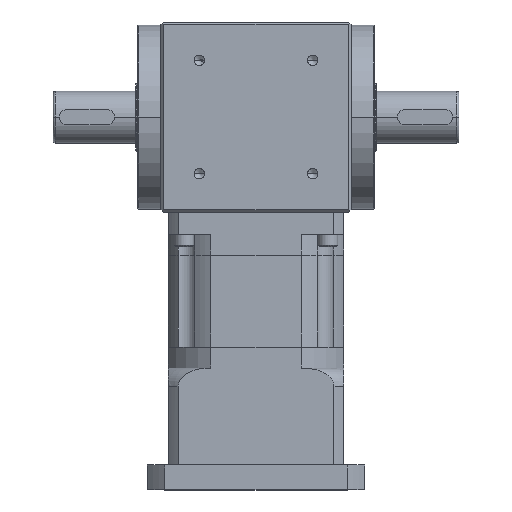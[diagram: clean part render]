
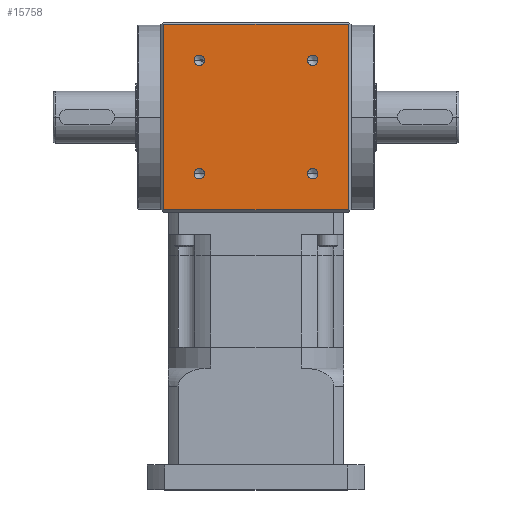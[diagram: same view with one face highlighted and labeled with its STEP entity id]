
A CAD part, top view. The second image highlights one B-rep face of the part: STEP entity #15758.
In plain terms, the highlighted planar face has unit normal (0, 0, 1).
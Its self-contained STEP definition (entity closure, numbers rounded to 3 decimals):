
#113 = DIRECTION ( 'NONE',  ( 0., 0., 1. ) ) ;
#135 = CARTESIAN_POINT ( 'NONE',  ( 45.962, 332.212, 77. ) ) ;
#269 = CARTESIAN_POINT ( 'NONE',  ( -95., 357., 77. ) ) ;
#321 = CIRCLE ( 'NONE', #6400, 4.25 ) ;
#363 = VERTEX_POINT ( 'NONE', #18613 ) ;
#442 = CARTESIAN_POINT ( 'NONE',  ( -74.872, 357., 77. ) ) ;
#1503 = CARTESIAN_POINT ( 'NONE',  ( -45.962, 240.288, 77. ) ) ;
#1864 = CIRCLE ( 'NONE', #20227, 4.25 ) ;
#1952 = DIRECTION ( 'NONE',  ( 0., 0., 1. ) ) ;
#2799 = FACE_BOUND ( 'NONE', #21169, .T. ) ;
#2867 = EDGE_CURVE ( 'NONE', #18813, #14248, #13232, .T. ) ;
#2942 = CARTESIAN_POINT ( 'NONE',  ( -45.962, 332.212, 77. ) ) ;
#3091 = ORIENTED_EDGE ( 'NONE', *, *, #21027, .F. ) ;
#3228 = EDGE_CURVE ( 'NONE', #20170, #27770, #321, .T. ) ;
#3305 = AXIS2_PLACEMENT_3D ( 'NONE', #22680, #9457, #24811 ) ;
#4176 = EDGE_CURVE ( 'NONE', #5377, #14897, #17351, .T. ) ;
#4446 = CARTESIAN_POINT ( 'NONE',  ( 45.962, 240.288, 77. ) ) ;
#4685 = EDGE_CURVE ( 'NONE', #5663, #18993, #17321, .T. ) ;
#4703 = ORIENTED_EDGE ( 'NONE', *, *, #2867, .F. ) ;
#4782 = CARTESIAN_POINT ( 'NONE',  ( 45.962, 327.962, 77. ) ) ;
#4807 = CARTESIAN_POINT ( 'NONE',  ( 45.962, 323.712, 77. ) ) ;
#4885 = EDGE_LOOP ( 'NONE', ( #22378, #19835 ) ) ;
#5038 = CARTESIAN_POINT ( 'NONE',  ( 45.962, 231.788, 77. ) ) ;
#5377 = VERTEX_POINT ( 'NONE', #135 ) ;
#5663 = VERTEX_POINT ( 'NONE', #6001 ) ;
#5792 = ORIENTED_EDGE ( 'NONE', *, *, #9579, .F. ) ;
#5941 = VECTOR ( 'NONE', #16603, 1000. ) ;
#6001 = CARTESIAN_POINT ( 'NONE',  ( -45.962, 323.712, 77. ) ) ;
#6400 = AXIS2_PLACEMENT_3D ( 'NONE', #24480, #11296, #26600 ) ;
#6471 = LINE ( 'NONE', #269, #23382 ) ;
#7028 = DIRECTION ( 'NONE',  ( 0., -1., 0. ) ) ;
#7441 = CARTESIAN_POINT ( 'NONE',  ( 74.872, 0., 77. ) ) ;
#7621 = ORIENTED_EDGE ( 'NONE', *, *, #3228, .F. ) ;
#7660 = VECTOR ( 'NONE', #17074, 1000. ) ;
#8036 = FACE_OUTER_BOUND ( 'NONE', #22242, .T. ) ;
#8289 = EDGE_CURVE ( 'NONE', #25637, #363, #19663, .T. ) ;
#8751 = EDGE_LOOP ( 'NONE', ( #3091, #14143 ) ) ;
#9339 = AXIS2_PLACEMENT_3D ( 'NONE', #13406, #113, #15662 ) ;
#9457 = DIRECTION ( 'NONE',  ( 0., 0., 1. ) ) ;
#9510 = CARTESIAN_POINT ( 'NONE',  ( -45.962, 236.038, 77. ) ) ;
#9579 = EDGE_CURVE ( 'NONE', #18993, #5663, #25635, .T. ) ;
#9992 = DIRECTION ( 'NONE',  ( 0., 0., -1. ) ) ;
#11296 = DIRECTION ( 'NONE',  ( 0., 0., 1. ) ) ;
#11710 = CIRCLE ( 'NONE', #23038, 4.25 ) ;
#11714 = DIRECTION ( 'NONE',  ( 0., -1., 0. ) ) ;
#11812 = LINE ( 'NONE', #27407, #5941 ) ;
#12386 = CARTESIAN_POINT ( 'NONE',  ( -74.872, 0., 77. ) ) ;
#12528 = VECTOR ( 'NONE', #24961, 1000. ) ;
#12716 = CARTESIAN_POINT ( 'NONE',  ( 45.962, 327.962, 77. ) ) ;
#12757 = CARTESIAN_POINT ( 'NONE',  ( 45.962, 236.038, 77. ) ) ;
#12904 = CARTESIAN_POINT ( 'NONE',  ( 74.872, 207., 77. ) ) ;
#13036 = EDGE_CURVE ( 'NONE', #27770, #20170, #15807, .T. ) ;
#13232 = LINE ( 'NONE', #7441, #12528 ) ;
#13406 = CARTESIAN_POINT ( 'NONE',  ( -45.962, 327.962, 77. ) ) ;
#13528 = LINE ( 'NONE', #12386, #7660 ) ;
#13815 = EDGE_CURVE ( 'NONE', #19743, #18813, #6471, .T. ) ;
#13885 = FACE_BOUND ( 'NONE', #8751, .T. ) ;
#14143 = ORIENTED_EDGE ( 'NONE', *, *, #4176, .F. ) ;
#14248 = VERTEX_POINT ( 'NONE', #12904 ) ;
#14347 = PLANE ( 'NONE',  #21344 ) ;
#14594 = FACE_BOUND ( 'NONE', #23205, .T. ) ;
#14897 = VERTEX_POINT ( 'NONE', #4807 ) ;
#14952 = DIRECTION ( 'NONE',  ( 0., -1., 0. ) ) ;
#14988 = DIRECTION ( 'NONE',  ( 0., -1., 0. ) ) ;
#15229 = CARTESIAN_POINT ( 'NONE',  ( -45.962, 327.962, 77. ) ) ;
#15662 = DIRECTION ( 'NONE',  ( 0., -1., 0. ) ) ;
#15758 = ADVANCED_FACE ( 'NONE', ( #14594, #13885, #2799, #20515, #8036 ), #14347, .F. ) ;
#15807 = CIRCLE ( 'NONE', #26470, 4.25 ) ;
#15811 = DIRECTION ( 'NONE',  ( 1., 0., 0. ) ) ;
#15862 = EDGE_CURVE ( 'NONE', #23090, #19743, #13528, .T. ) ;
#16603 = DIRECTION ( 'NONE',  ( -1., 0., 0. ) ) ;
#17074 = DIRECTION ( 'NONE',  ( 0., 1., 0. ) ) ;
#17315 = ORIENTED_EDGE ( 'NONE', *, *, #27381, .F. ) ;
#17321 = CIRCLE ( 'NONE', #20895, 4.25 ) ;
#17351 = CIRCLE ( 'NONE', #24841, 4.25 ) ;
#17471 = DIRECTION ( 'NONE',  ( 0., -1., 0. ) ) ;
#18447 = EDGE_CURVE ( 'NONE', #363, #25637, #11710, .T. ) ;
#18613 = CARTESIAN_POINT ( 'NONE',  ( -45.962, 231.788, 77. ) ) ;
#18813 = VERTEX_POINT ( 'NONE', #28302 ) ;
#18993 = VERTEX_POINT ( 'NONE', #2942 ) ;
#19663 = CIRCLE ( 'NONE', #3305, 4.25 ) ;
#19712 = ORIENTED_EDGE ( 'NONE', *, *, #4685, .F. ) ;
#19743 = VERTEX_POINT ( 'NONE', #442 ) ;
#19835 = ORIENTED_EDGE ( 'NONE', *, *, #8289, .F. ) ;
#20170 = VERTEX_POINT ( 'NONE', #4446 ) ;
#20227 = AXIS2_PLACEMENT_3D ( 'NONE', #12716, #27970, #14952 ) ;
#20301 = DIRECTION ( 'NONE',  ( 0., 0., 1. ) ) ;
#20515 = FACE_BOUND ( 'NONE', #4885, .T. ) ;
#20895 = AXIS2_PLACEMENT_3D ( 'NONE', #15229, #1952, #17471 ) ;
#21027 = EDGE_CURVE ( 'NONE', #14897, #5377, #1864, .T. ) ;
#21169 = EDGE_LOOP ( 'NONE', ( #28361, #7621 ) ) ;
#21344 = AXIS2_PLACEMENT_3D ( 'NONE', #23217, #9992, #25343 ) ;
#22242 = EDGE_LOOP ( 'NONE', ( #4703, #26847, #28199, #17315 ) ) ;
#22378 = ORIENTED_EDGE ( 'NONE', *, *, #18447, .F. ) ;
#22680 = CARTESIAN_POINT ( 'NONE',  ( -45.962, 236.038, 77. ) ) ;
#23038 = AXIS2_PLACEMENT_3D ( 'NONE', #9510, #24877, #11714 ) ;
#23090 = VERTEX_POINT ( 'NONE', #27658 ) ;
#23205 = EDGE_LOOP ( 'NONE', ( #19712, #5792 ) ) ;
#23217 = CARTESIAN_POINT ( 'NONE',  ( -95., 359., 77. ) ) ;
#23382 = VECTOR ( 'NONE', #15811, 1000. ) ;
#24480 = CARTESIAN_POINT ( 'NONE',  ( 45.962, 236.038, 77. ) ) ;
#24811 = DIRECTION ( 'NONE',  ( 0., -1., 0. ) ) ;
#24841 = AXIS2_PLACEMENT_3D ( 'NONE', #4782, #20301, #7028 ) ;
#24877 = DIRECTION ( 'NONE',  ( 0., 0., 1. ) ) ;
#24961 = DIRECTION ( 'NONE',  ( 0., -1., 0. ) ) ;
#25343 = DIRECTION ( 'NONE',  ( 0., 1., 0. ) ) ;
#25635 = CIRCLE ( 'NONE', #9339, 4.25 ) ;
#25637 = VERTEX_POINT ( 'NONE', #1503 ) ;
#26470 = AXIS2_PLACEMENT_3D ( 'NONE', #12757, #28002, #14988 ) ;
#26600 = DIRECTION ( 'NONE',  ( 0., -1., 0. ) ) ;
#26847 = ORIENTED_EDGE ( 'NONE', *, *, #13815, .F. ) ;
#27381 = EDGE_CURVE ( 'NONE', #14248, #23090, #11812, .T. ) ;
#27407 = CARTESIAN_POINT ( 'NONE',  ( -95., 207., 77. ) ) ;
#27658 = CARTESIAN_POINT ( 'NONE',  ( -74.872, 207., 77. ) ) ;
#27770 = VERTEX_POINT ( 'NONE', #5038 ) ;
#27970 = DIRECTION ( 'NONE',  ( 0., 0., 1. ) ) ;
#28002 = DIRECTION ( 'NONE',  ( 0., 0., 1. ) ) ;
#28199 = ORIENTED_EDGE ( 'NONE', *, *, #15862, .F. ) ;
#28302 = CARTESIAN_POINT ( 'NONE',  ( 74.872, 357., 77. ) ) ;
#28361 = ORIENTED_EDGE ( 'NONE', *, *, #13036, .F. ) ;
